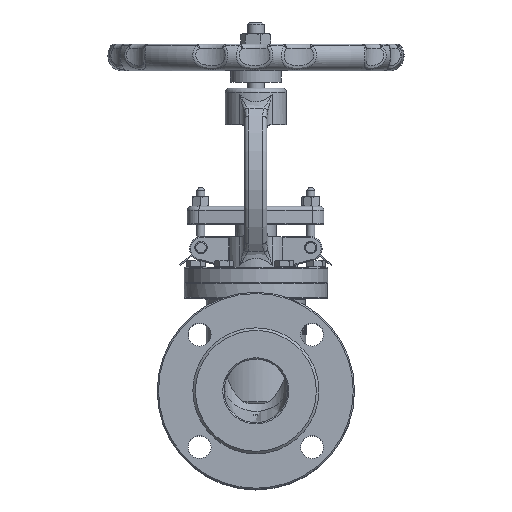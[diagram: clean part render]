
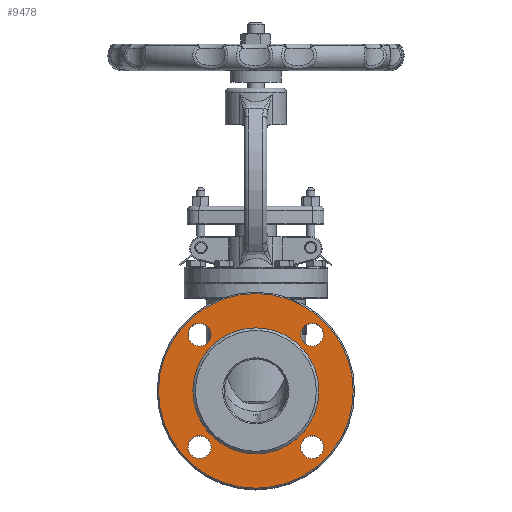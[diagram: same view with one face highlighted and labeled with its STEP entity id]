
A CAD part, top view. The second image highlights one B-rep face of the part: STEP entity #9478.
In plain terms, the highlighted planar face has unit normal (0, 0, 1).
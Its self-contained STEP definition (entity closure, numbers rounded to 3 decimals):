
#707=FACE_BOUND('',#2590,.T.);
#708=FACE_BOUND('',#2591,.T.);
#709=FACE_BOUND('',#2592,.T.);
#710=FACE_BOUND('',#2593,.T.);
#711=FACE_BOUND('',#2594,.T.);
#822=PLANE('',#10321);
#1949=FACE_OUTER_BOUND('',#2589,.T.);
#2589=EDGE_LOOP('',(#6747));
#2590=EDGE_LOOP('',(#6748));
#2591=EDGE_LOOP('',(#6749));
#2592=EDGE_LOOP('',(#6750));
#2593=EDGE_LOOP('',(#6751));
#2594=EDGE_LOOP('',(#6752));
#3216=CIRCLE('',#10320,76.5);
#3217=CIRCLE('',#10322,49.5);
#3218=CIRCLE('',#10323,9.);
#3219=CIRCLE('',#10324,9.);
#3220=CIRCLE('',#10325,9.);
#3221=CIRCLE('',#10326,9.);
#3982=VERTEX_POINT('',#17881);
#3983=VERTEX_POINT('',#17885);
#3984=VERTEX_POINT('',#17887);
#3985=VERTEX_POINT('',#17889);
#3986=VERTEX_POINT('',#17891);
#3987=VERTEX_POINT('',#17893);
#4961=EDGE_CURVE('',#3982,#3982,#3216,.T.);
#4963=EDGE_CURVE('',#3983,#3983,#3217,.T.);
#4964=EDGE_CURVE('',#3984,#3984,#3218,.T.);
#4965=EDGE_CURVE('',#3985,#3985,#3219,.T.);
#4966=EDGE_CURVE('',#3986,#3986,#3220,.T.);
#4967=EDGE_CURVE('',#3987,#3987,#3221,.T.);
#6747=ORIENTED_EDGE('',*,*,#4961,.F.);
#6748=ORIENTED_EDGE('',*,*,#4963,.F.);
#6749=ORIENTED_EDGE('',*,*,#4964,.T.);
#6750=ORIENTED_EDGE('',*,*,#4965,.T.);
#6751=ORIENTED_EDGE('',*,*,#4966,.T.);
#6752=ORIENTED_EDGE('',*,*,#4967,.T.);
#9478=ADVANCED_FACE('',(#1949,#707,#708,#709,#710,#711),#822,.T.);
#10320=AXIS2_PLACEMENT_3D('',#17882,#11861,#11862);
#10321=AXIS2_PLACEMENT_3D('',#17884,#11864,#11865);
#10322=AXIS2_PLACEMENT_3D('',#17886,#11866,#11867);
#10323=AXIS2_PLACEMENT_3D('',#17888,#11868,#11869);
#10324=AXIS2_PLACEMENT_3D('',#17890,#11870,#11871);
#10325=AXIS2_PLACEMENT_3D('',#17892,#11872,#11873);
#10326=AXIS2_PLACEMENT_3D('',#17894,#11874,#11875);
#11861=DIRECTION('center_axis',(0.,0.,-1.));
#11862=DIRECTION('ref_axis',(-1.,0.,0.));
#11864=DIRECTION('center_axis',(0.,0.,1.));
#11865=DIRECTION('ref_axis',(1.,0.,0.));
#11866=DIRECTION('center_axis',(0.,0.,1.));
#11867=DIRECTION('ref_axis',(-1.,0.,0.));
#11868=DIRECTION('center_axis',(0.,0.,-1.));
#11869=DIRECTION('ref_axis',(-1.,0.,0.));
#11870=DIRECTION('center_axis',(0.,0.,-1.));
#11871=DIRECTION('ref_axis',(-1.,0.,0.));
#11872=DIRECTION('center_axis',(0.,0.,-1.));
#11873=DIRECTION('ref_axis',(-1.,0.,0.));
#11874=DIRECTION('center_axis',(0.,0.,-1.));
#11875=DIRECTION('ref_axis',(-1.,0.,0.));
#17881=CARTESIAN_POINT('',(76.5,0.,20.));
#17882=CARTESIAN_POINT('Origin',(0.,0.,20.));
#17884=CARTESIAN_POINT('Origin',(0.,0.,20.));
#17885=CARTESIAN_POINT('',(49.5,0.,20.));
#17886=CARTESIAN_POINT('Origin',(0.,0.,20.));
#17887=CARTESIAN_POINT('',(53.194,44.194,20.));
#17888=CARTESIAN_POINT('Origin',(44.194,44.194,20.));
#17889=CARTESIAN_POINT('',(-35.194,44.194,20.));
#17890=CARTESIAN_POINT('Origin',(-44.194,44.194,20.));
#17891=CARTESIAN_POINT('',(-35.194,-44.194,20.));
#17892=CARTESIAN_POINT('Origin',(-44.194,-44.194,20.));
#17893=CARTESIAN_POINT('',(53.194,-44.194,20.));
#17894=CARTESIAN_POINT('Origin',(44.194,-44.194,20.));
